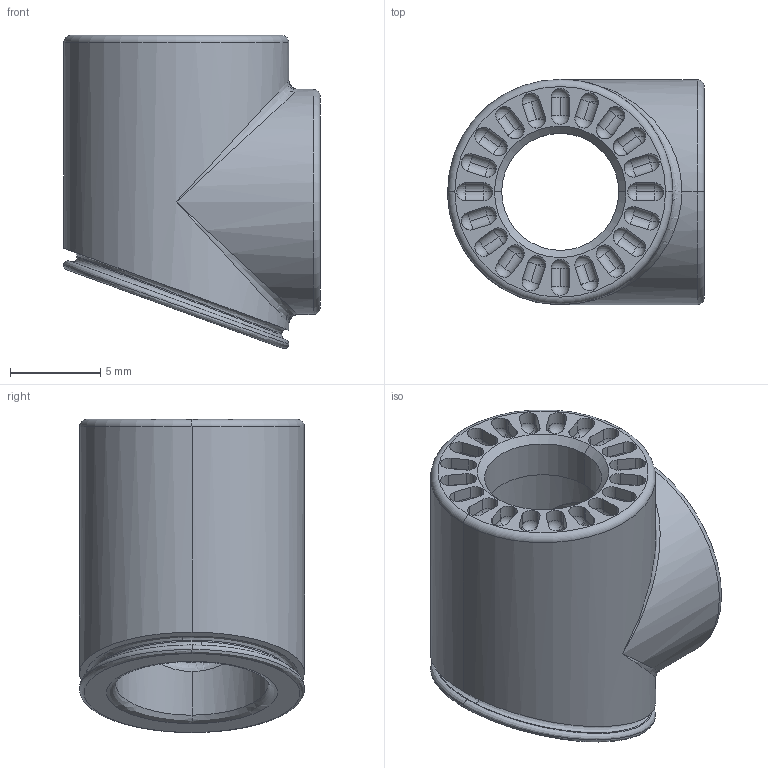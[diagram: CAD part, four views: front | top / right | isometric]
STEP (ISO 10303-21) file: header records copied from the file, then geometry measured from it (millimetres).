
FILE_DESCRIPTION (( 'STEP AP203' ), '1' );
FILE_NAME ('J3_.STEP', '2024-09-28T08:42:13', ( '' ), ( '' ), 'SwSTEP 2.0', 'SolidWorks 2022', '' );
FILE_SCHEMA (( 'CONFIG_CONTROL_DESIGN' ));
Length unit declared in the file: millimetre
Products named in the file (1): J3_
Bounding box: 14.25 x 12.5 x 17.39 mm (x, y, z)
Volume: 1086.2 mm3; surface area: 1397.6 mm2
Topology: 1 solids, 1 shells, 236 faces, 592 edges, 328 vertices
Faces by surface type: cylinder 108, sphere 58, plane 46, bspline 16, torus 6, cone 2
Entity records: 7757 total; most frequent: CARTESIAN_POINT 2573, DIRECTION 1156, ORIENTED_EDGE 1008, EDGE_CURVE 504, AXIS2_PLACEMENT_3D 471, VERTEX_POINT 292, EDGE_LOOP 262, CIRCLE 250
